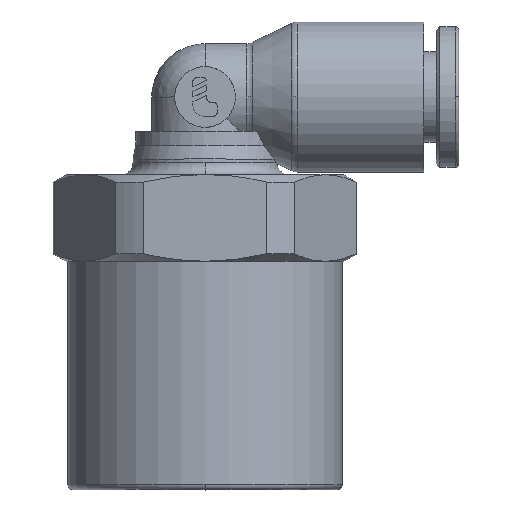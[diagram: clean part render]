
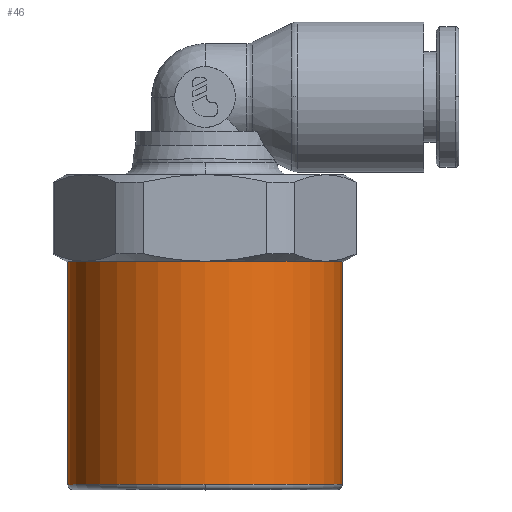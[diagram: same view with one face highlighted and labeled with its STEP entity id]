
A CAD part, top view. The second image highlights one B-rep face of the part: STEP entity #46.
In plain terms, the highlighted cylindrical face has radius 7.9 mm (diameter 15.8 mm), a partial arc.
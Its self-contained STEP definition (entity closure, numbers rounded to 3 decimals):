
#46=ADVANCED_FACE('',(#153),#154,.T.);
#153=FACE_OUTER_BOUND('',#375,.T.);
#154=CYLINDRICAL_SURFACE('',#376,7.9);
#375=EDGE_LOOP('',(#597,#598,#599,#600,#601));
#376=AXIS2_PLACEMENT_3D('',#602,#603,#604);
#597=ORIENTED_EDGE('',*,*,#1449,.F.);
#598=ORIENTED_EDGE('',*,*,#1450,.T.);
#599=ORIENTED_EDGE('',*,*,#1451,.T.);
#600=ORIENTED_EDGE('',*,*,#1452,.F.);
#601=ORIENTED_EDGE('',*,*,#1453,.F.);
#602=CARTESIAN_POINT('',(0.0,-6.425,0.0));
#603=DIRECTION('',(0.0,1.0,0.0));
#604=DIRECTION('',(-1.0,0.0,0.0));
#1449=EDGE_CURVE('',#1716,#1717,#1718,.T.);
#1450=EDGE_CURVE('',#1716,#1719,#1720,.T.);
#1451=EDGE_CURVE('',#1719,#1721,#1722,.T.);
#1452=EDGE_CURVE('',#1723,#1721,#1724,.T.);
#1453=EDGE_CURVE('',#1717,#1723,#1725,.T.);
#1716=VERTEX_POINT('',#2154);
#1717=VERTEX_POINT('',#2155);
#1718=LINE('',#2156,#2157);
#1719=VERTEX_POINT('',#2158);
#1720=CIRCLE('',#2159,7.9);
#1721=VERTEX_POINT('',#2160);
#1722=CIRCLE('',#2161,7.9);
#1723=VERTEX_POINT('',#2162);
#1724=LINE('',#2163,#2164);
#1725=CIRCLE('',#2165,7.9);
#2154=CARTESIAN_POINT('',(-7.9,-12.85,0.0));
#2155=CARTESIAN_POINT('',(-7.9,0.0,0.0));
#2156=CARTESIAN_POINT('',(-7.9,-6.425,0.));
#2157=VECTOR('',#3176,1.0);
#2158=CARTESIAN_POINT('',(0.,-12.85,7.9));
#2159=AXIS2_PLACEMENT_3D('',#3177,#3178,#3179);
#2160=CARTESIAN_POINT('',(7.9,-12.85,0.));
#2161=AXIS2_PLACEMENT_3D('',#3180,#3181,#3182);
#2162=CARTESIAN_POINT('',(7.9,0.0,0.));
#2163=CARTESIAN_POINT('',(7.9,-6.425,0.));
#2164=VECTOR('',#3183,1.0);
#2165=AXIS2_PLACEMENT_3D('',#3184,#3185,#3186);
#3176=DIRECTION('',(0.0,1.0,0.0));
#3177=CARTESIAN_POINT('',(0.0,-12.85,0.0));
#3178=DIRECTION('',(0.0,1.0,0.0));
#3179=DIRECTION('',(-1.0,0.0,0.0));
#3180=CARTESIAN_POINT('',(0.0,-12.85,0.0));
#3181=DIRECTION('',(0.0,1.0,0.0));
#3182=DIRECTION('',(-1.0,0.0,0.0));
#3183=DIRECTION('',(-0.0,-1.0,-0.0));
#3184=CARTESIAN_POINT('',(0.0,0.0,0.0));
#3185=DIRECTION('',(0.0,1.0,0.0));
#3186=DIRECTION('',(-1.0,0.0,0.0));
